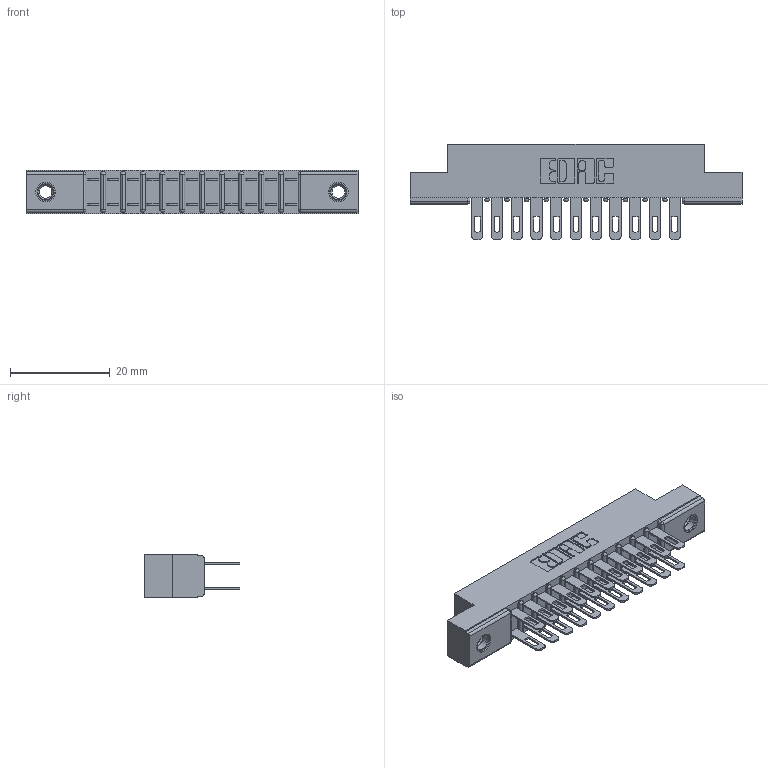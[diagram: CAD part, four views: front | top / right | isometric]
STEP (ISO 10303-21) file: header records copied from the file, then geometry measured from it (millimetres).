
FILE_DESCRIPTION (( 'STEP AP203' ), '1' );
FILE_NAME ('307-022-400-207.STEP', '2020-09-29T03:05:34', ( '' ), ( '' ), 'SwSTEP 2.0', 'SolidWorks 2020', '' );
FILE_SCHEMA (( 'CONFIG_CONTROL_DESIGN' ));
Length unit declared in the file: inch
Products named in the file (4): 307-290-001_500; 307-022-400-207; 345-250-001_345-250-005-103; 307 Part_.156 Dia Mounting Holes
Assembly tree (25 placements, depth 2):
  307-022-400-207
    307 Part_.156 Dia Mounting Holes
    307-290-001_500  x22
    345-250-001_345-250-005-103  x2
Bounding box: 66.6 x 19.18 x 8.71 mm (x, y, z)
Volume: 4407 mm3; surface area: 7598.1 mm2
Topology: 25 solids, 25 shells, 1202 faces, 3319 edges, 2142 vertices
Faces by surface type: plane 762, cylinder 400, sphere 24, cone 12, torus 4
Entity records: 14763 total; most frequent: CARTESIAN_POINT 2406, DIRECTION 2381, ORIENTED_EDGE 2374, EDGE_CURVE 1187, LINE 895, VECTOR 895, VERTEX_POINT 768, AXIS2_PLACEMENT_3D 743
